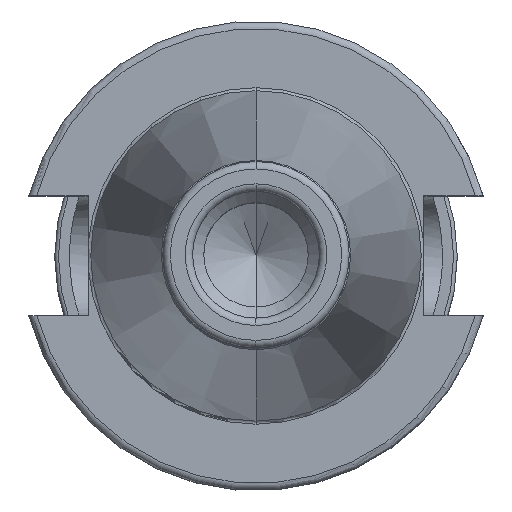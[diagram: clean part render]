
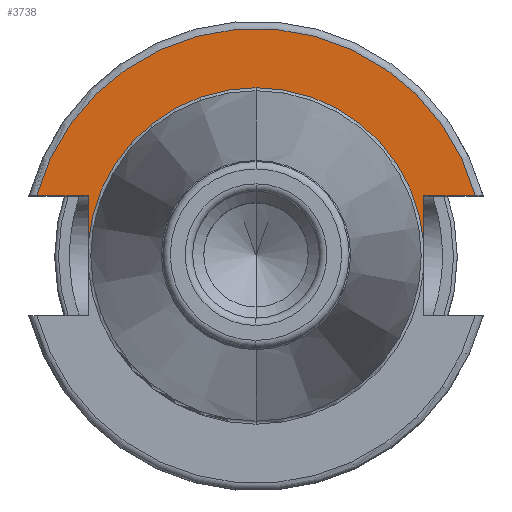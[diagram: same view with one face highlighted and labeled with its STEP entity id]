
A CAD part, top view. The second image highlights one B-rep face of the part: STEP entity #3738.
In plain terms, the highlighted planar face has unit normal (0, 0, 1).
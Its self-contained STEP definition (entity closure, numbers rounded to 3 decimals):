
#498=CARTESIAN_POINT('',(0,0,10));
#499=DIRECTION('',(0,0,1));
#500=DIRECTION('',(0,1,0));
#501=AXIS2_PLACEMENT_3D('',#498,#499,#500);
#661=CARTESIAN_POINT('',(0,0,10));
#662=DIRECTION('',(0,0,1));
#663=DIRECTION('',(0.965,0.264,0));
#664=AXIS2_PLACEMENT_3D('',#661,#662,#663);
#711=DIRECTION('',(0,1,0));
#712=VECTOR('',#711,6.317);
#713=CARTESIAN_POINT('',(-22.5,1.733,10));
#714=LINE('',#713,#712);
#715=DIRECTION('',(1,0,0));
#716=VECTOR('',#715,6.918);
#717=CARTESIAN_POINT('',(-29.418,8.05,10));
#718=LINE('',#717,#716);
#719=DIRECTION('',(-1,0,0));
#720=VECTOR('',#719,6.918);
#721=CARTESIAN_POINT('',(29.418,8.05,10));
#722=LINE('',#721,#720);
#723=DIRECTION('',(0,-1,0));
#724=VECTOR('',#723,6.317);
#725=CARTESIAN_POINT('',(22.5,8.05,10));
#726=LINE('',#725,#724);
#741=CARTESIAN_POINT('',(0,0,10));
#742=DIRECTION('',(0,0,-1));
#743=DIRECTION('',(0,1,0));
#744=AXIS2_PLACEMENT_3D('',#741,#742,#743);
#2327=CARTESIAN_POINT('',(0,22.567,10));
#2329=VERTEX_POINT('',#2327);
#2443=CARTESIAN_POINT('',(-22.5,1.733,10));
#2444=CARTESIAN_POINT('',(-22.5,8.05,10));
#2445=VERTEX_POINT('',#2443);
#2446=VERTEX_POINT('',#2444);
#2447=CARTESIAN_POINT('',(-29.418,8.05,10));
#2448=VERTEX_POINT('',#2447);
#2449=CARTESIAN_POINT('',(22.5,8.05,10));
#2450=CARTESIAN_POINT('',(22.5,1.733,10));
#2451=VERTEX_POINT('',#2449);
#2452=VERTEX_POINT('',#2450);
#2459=CARTESIAN_POINT('',(29.418,8.05,10));
#2460=VERTEX_POINT('',#2459);
#3720=CARTESIAN_POINT('',(0,0,10));
#3721=DIRECTION('',(0,0,-1));
#3722=DIRECTION('',(0,-1,0));
#3723=AXIS2_PLACEMENT_3D('',#3720,#3721,#3722);
#3724=PLANE('',#3723);
#3725=ORIENTED_EDGE('',*,*,#3545,.T.);
#3727=ORIENTED_EDGE('',*,*,#3726,.F.);
#3728=ORIENTED_EDGE('',*,*,#3692,.F.);
#3730=ORIENTED_EDGE('',*,*,#3729,.T.);
#3732=ORIENTED_EDGE('',*,*,#3731,.T.);
#3734=ORIENTED_EDGE('',*,*,#3733,.F.);
#3735=ORIENTED_EDGE('',*,*,#3522,.T.);
#3736=EDGE_LOOP('',(#3725,#3727,#3728,#3730,#3732,#3734,#3735));
#3737=FACE_OUTER_BOUND('',#3736,.F.);
#3738=ADVANCED_FACE('',(#3737),#3724,.F.);
#502=CIRCLE('',#501,22.567);
#665=CIRCLE('',#664,30.5);
#745=CIRCLE('',#744,22.567);
#3522=EDGE_CURVE('',#2329,#2445,#502,.T.);
#3545=EDGE_CURVE('',#2445,#2446,#714,.T.);
#3692=EDGE_CURVE('',#2460,#2448,#665,.T.);
#3726=EDGE_CURVE('',#2448,#2446,#718,.T.);
#3729=EDGE_CURVE('',#2460,#2451,#722,.T.);
#3731=EDGE_CURVE('',#2451,#2452,#726,.T.);
#3733=EDGE_CURVE('',#2329,#2452,#745,.T.);
